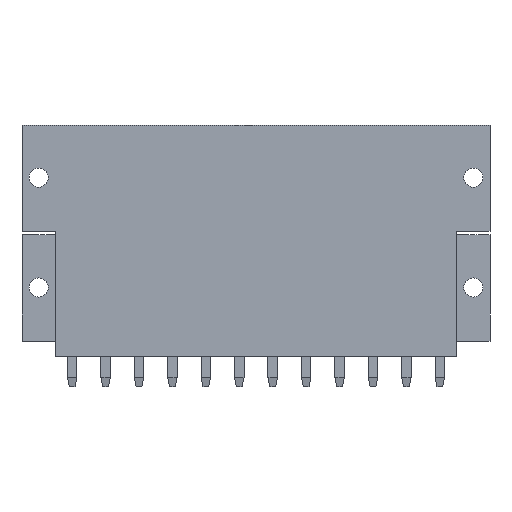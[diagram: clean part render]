
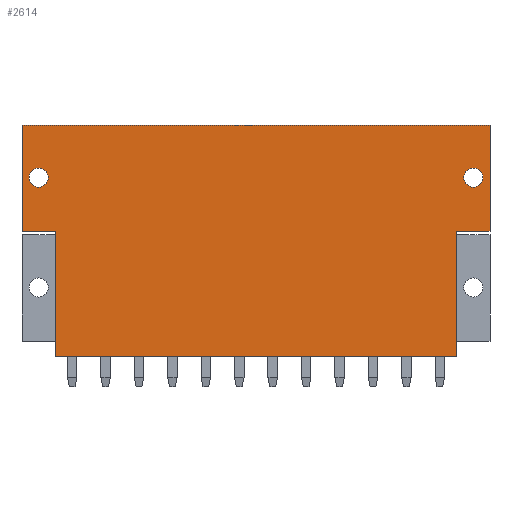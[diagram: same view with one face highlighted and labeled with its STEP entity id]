
A CAD part, front view. The second image highlights one B-rep face of the part: STEP entity #2614.
In plain terms, the highlighted planar face has unit normal (0, -1, 0).
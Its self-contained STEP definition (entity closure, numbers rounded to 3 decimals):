
#2528=AXIS2_PLACEMENT_3D('Plane Axis2P3D',#2525,#2526,#2527) ;
#2580=AXIS2_PLACEMENT_3D('Circle Axis2P3D',#2578,#2579,$) ;
#2589=AXIS2_PLACEMENT_3D('Circle Axis2P3D',#2587,#2588,$) ;
#2598=AXIS2_PLACEMENT_3D('Circle Axis2P3D',#2596,#2597,$) ;
#2607=AXIS2_PLACEMENT_3D('Circle Axis2P3D',#2605,#2606,$) ;
#40=CARTESIAN_POINT('Vertex',(0.,0.,27.4)) ;
#45=CARTESIAN_POINT('Line Origine',(24.5,0.,27.4)) ;
#49=CARTESIAN_POINT('Vertex',(49.,0.,27.4)) ;
#1687=CARTESIAN_POINT('Vertex',(45.5,0.,3.2)) ;
#1690=CARTESIAN_POINT('Line Origine',(24.5,0.,3.2)) ;
#1694=CARTESIAN_POINT('Vertex',(3.5,0.,3.2)) ;
#2525=CARTESIAN_POINT('Axis2P3D Location',(3.5,0.,27.4)) ;
#2530=CARTESIAN_POINT('Line Origine',(45.5,0.,9.75)) ;
#2534=CARTESIAN_POINT('Vertex',(45.5,0.,16.3)) ;
#2537=CARTESIAN_POINT('Line Origine',(47.25,0.,16.3)) ;
#2541=CARTESIAN_POINT('Vertex',(49.,0.,16.3)) ;
#2544=CARTESIAN_POINT('Line Origine',(49.,0.,21.85)) ;
#2549=CARTESIAN_POINT('Line Origine',(0.,0.,21.85)) ;
#2553=CARTESIAN_POINT('Vertex',(0.,0.,16.3)) ;
#2556=CARTESIAN_POINT('Line Origine',(1.75,0.,16.3)) ;
#2560=CARTESIAN_POINT('Vertex',(3.5,0.,16.3)) ;
#2563=CARTESIAN_POINT('Line Origine',(3.5,0.,9.75)) ;
#2578=CARTESIAN_POINT('Axis2P3D Location',(47.25,0.,21.9)) ;
#2582=CARTESIAN_POINT('Vertex',(46.25,0.,21.9)) ;
#2584=CARTESIAN_POINT('Vertex',(48.25,0.,21.9)) ;
#2587=CARTESIAN_POINT('Axis2P3D Location',(47.25,0.,21.9)) ;
#2596=CARTESIAN_POINT('Axis2P3D Location',(1.75,0.,21.9)) ;
#2600=CARTESIAN_POINT('Vertex',(2.75,0.,21.9)) ;
#2602=CARTESIAN_POINT('Vertex',(0.75,0.,21.9)) ;
#2605=CARTESIAN_POINT('Axis2P3D Location',(1.75,0.,21.9)) ;
#46=DIRECTION('Vector Direction',(1.,0.,0.)) ;
#1691=DIRECTION('Vector Direction',(1.,0.,0.)) ;
#2526=DIRECTION('Axis2P3D Direction',(0.,-1.,0.)) ;
#2527=DIRECTION('Axis2P3D XDirection',(0.,0.,-1.)) ;
#2531=DIRECTION('Vector Direction',(0.,0.,-1.)) ;
#2538=DIRECTION('Vector Direction',(1.,0.,0.)) ;
#2545=DIRECTION('Vector Direction',(0.,0.,-1.)) ;
#2550=DIRECTION('Vector Direction',(0.,0.,-1.)) ;
#2557=DIRECTION('Vector Direction',(1.,0.,0.)) ;
#2564=DIRECTION('Vector Direction',(0.,0.,-1.)) ;
#2579=DIRECTION('Axis2P3D Direction',(0.,-1.,0.)) ;
#2588=DIRECTION('Axis2P3D Direction',(0.,-1.,0.)) ;
#2597=DIRECTION('Axis2P3D Direction',(0.,-1.,0.)) ;
#2606=DIRECTION('Axis2P3D Direction',(0.,-1.,0.)) ;
#47=VECTOR('Line Direction',#46,1.) ;
#1692=VECTOR('Line Direction',#1691,1.) ;
#2532=VECTOR('Line Direction',#2531,1.) ;
#2539=VECTOR('Line Direction',#2538,1.) ;
#2546=VECTOR('Line Direction',#2545,1.) ;
#2551=VECTOR('Line Direction',#2550,1.) ;
#2558=VECTOR('Line Direction',#2557,1.) ;
#2565=VECTOR('Line Direction',#2564,1.) ;
#2569=ORIENTED_EDGE('',*,*,#2536,.T.) ;
#2570=ORIENTED_EDGE('',*,*,#2543,.F.) ;
#2571=ORIENTED_EDGE('',*,*,#2548,.T.) ;
#2572=ORIENTED_EDGE('',*,*,#51,.T.) ;
#2573=ORIENTED_EDGE('',*,*,#2555,.F.) ;
#2574=ORIENTED_EDGE('',*,*,#2562,.T.) ;
#2575=ORIENTED_EDGE('',*,*,#2567,.F.) ;
#2576=ORIENTED_EDGE('',*,*,#1696,.T.) ;
#2593=ORIENTED_EDGE('',*,*,#2586,.F.) ;
#2594=ORIENTED_EDGE('',*,*,#2591,.F.) ;
#2611=ORIENTED_EDGE('',*,*,#2604,.T.) ;
#2612=ORIENTED_EDGE('',*,*,#2609,.T.) ;
#2595=FACE_BOUND('',#2592,.T.) ;
#2613=FACE_BOUND('',#2610,.T.) ;
#2614=ADVANCED_FACE('Housing',(#2577,#2595,#2613),#2529,.T.) ;
#2581=CIRCLE('generated circle',#2580,1.) ;
#2590=CIRCLE('generated circle',#2589,1.) ;
#2599=CIRCLE('generated circle',#2598,1.) ;
#2608=CIRCLE('generated circle',#2607,1.) ;
#51=EDGE_CURVE('',#50,#41,#48,.F.) ;
#1696=EDGE_CURVE('',#1695,#1688,#1693,.T.) ;
#2536=EDGE_CURVE('',#1688,#2535,#2533,.F.) ;
#2543=EDGE_CURVE('',#2542,#2535,#2540,.F.) ;
#2548=EDGE_CURVE('',#2542,#50,#2547,.F.) ;
#2555=EDGE_CURVE('',#2554,#41,#2552,.F.) ;
#2562=EDGE_CURVE('',#2554,#2561,#2559,.T.) ;
#2567=EDGE_CURVE('',#1695,#2561,#2566,.F.) ;
#2586=EDGE_CURVE('',#2583,#2585,#2581,.T.) ;
#2591=EDGE_CURVE('',#2585,#2583,#2590,.T.) ;
#2604=EDGE_CURVE('',#2601,#2603,#2599,.F.) ;
#2609=EDGE_CURVE('',#2603,#2601,#2608,.F.) ;
#2568=EDGE_LOOP('',(#2569,#2570,#2571,#2572,#2573,#2574,#2575,#2576)) ;
#2592=EDGE_LOOP('',(#2593,#2594)) ;
#2610=EDGE_LOOP('',(#2611,#2612)) ;
#2577=FACE_OUTER_BOUND('',#2568,.T.) ;
#48=LINE('Line',#45,#47) ;
#1693=LINE('Line',#1690,#1692) ;
#2533=LINE('Line',#2530,#2532) ;
#2540=LINE('Line',#2537,#2539) ;
#2547=LINE('Line',#2544,#2546) ;
#2552=LINE('Line',#2549,#2551) ;
#2559=LINE('Line',#2556,#2558) ;
#2566=LINE('Line',#2563,#2565) ;
#2529=PLANE('',#2528) ;
#41=VERTEX_POINT('',#40) ;
#50=VERTEX_POINT('',#49) ;
#1688=VERTEX_POINT('',#1687) ;
#1695=VERTEX_POINT('',#1694) ;
#2535=VERTEX_POINT('',#2534) ;
#2542=VERTEX_POINT('',#2541) ;
#2554=VERTEX_POINT('',#2553) ;
#2561=VERTEX_POINT('',#2560) ;
#2583=VERTEX_POINT('',#2582) ;
#2585=VERTEX_POINT('',#2584) ;
#2601=VERTEX_POINT('',#2600) ;
#2603=VERTEX_POINT('',#2602) ;
